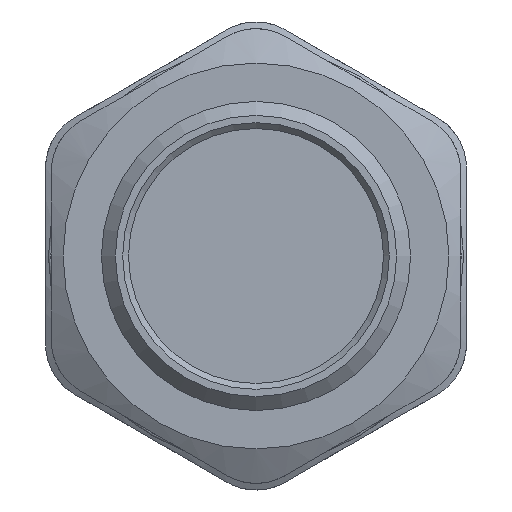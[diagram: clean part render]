
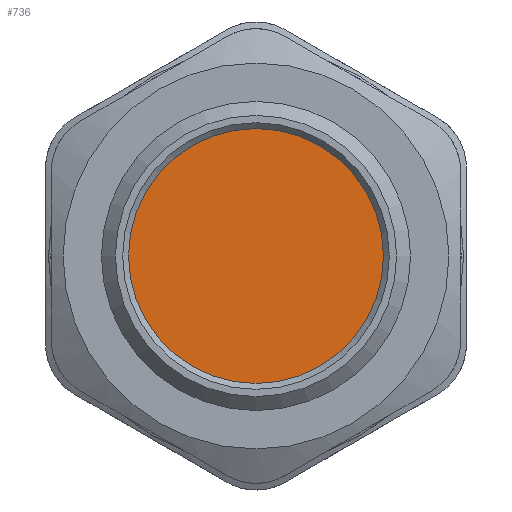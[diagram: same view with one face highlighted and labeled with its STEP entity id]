
A CAD part, front view. The second image highlights one B-rep face of the part: STEP entity #736.
In plain terms, the highlighted planar face has unit normal (0, -1, 0).
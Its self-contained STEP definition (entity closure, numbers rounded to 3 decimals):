
#207=FACE_OUTER_BOUND('',#250,.T.);
#250=EDGE_LOOP('',(#500));
#297=CIRCLE('',#803,10.9);
#319=VERTEX_POINT('',#1036);
#391=EDGE_CURVE('',#319,#319,#297,.T.);
#500=ORIENTED_EDGE('',*,*,#391,.F.);
#718=PLANE('',#802);
#736=ADVANCED_FACE('',(#207),#718,.F.);
#802=AXIS2_PLACEMENT_3D('',#1035,#869,#870);
#803=AXIS2_PLACEMENT_3D('',#1037,#871,#872);
#869=DIRECTION('center_axis',(0.,1.,0.));
#870=DIRECTION('ref_axis',(0.,0.,1.));
#871=DIRECTION('center_axis',(0.,1.,0.));
#872=DIRECTION('ref_axis',(1.,0.,0.));
#1035=CARTESIAN_POINT('Origin',(-15.743,-39.436,-0.388));
#1036=CARTESIAN_POINT('',(-26.643,-39.436,-0.388));
#1037=CARTESIAN_POINT('Origin',(-15.743,-39.436,-0.388));
